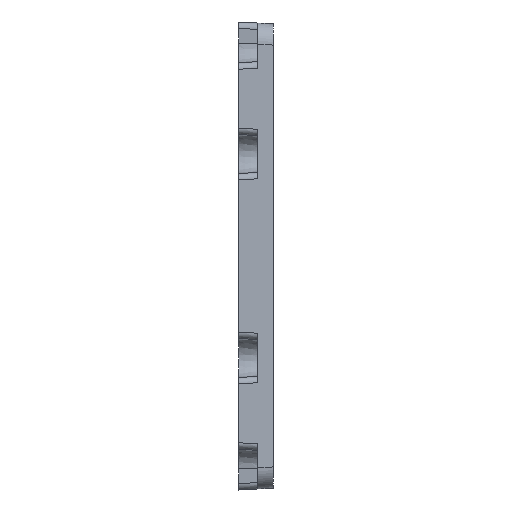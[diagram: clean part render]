
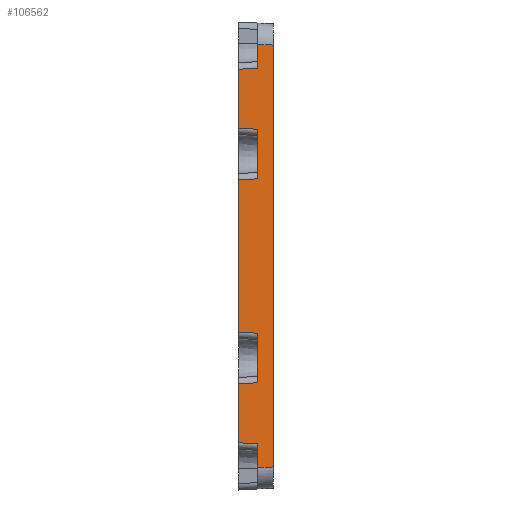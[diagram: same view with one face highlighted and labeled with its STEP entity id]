
A CAD part, left-side view. The second image highlights one B-rep face of the part: STEP entity #106562.
In plain terms, the highlighted planar face has unit normal (-0.999, -0.052, 0).
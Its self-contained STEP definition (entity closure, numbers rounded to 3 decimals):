
#214=CARTESIAN_POINT('',(-109.52,-1.5,-49.527));
#222=DIRECTION('',(0.,0.,1.));
#223=VECTOR('',#222,99.054);
#224=CARTESIAN_POINT('',(-109.52,-1.5,-49.527));
#225=LINE('',#224,#223);
#232=CARTESIAN_POINT('',(-109.52,-1.5,49.527));
#17501=DIRECTION('',(0.,0.,-1.));
#17502=VECTOR('',#17501,11.611);
#17503=CARTESIAN_POINT('',(-109.715,2.211,-18.145));
#17504=LINE('',#17503,#17502);
#17555=DIRECTION('',(0.,0.,-1.));
#17556=VECTOR('',#17555,11.611);
#17557=CARTESIAN_POINT('',(-109.715,2.211,29.755));
#17558=LINE('',#17557,#17556);
#17836=DIRECTION('',(0.,0.,-1.));
#17837=VECTOR('',#17836,5.577);
#17838=CARTESIAN_POINT('',(-109.715,2.211,49.722));
#17839=LINE('',#17838,#17837);
#17873=CARTESIAN_POINT('',(-109.715,2.211,-49.722));
#17892=DIRECTION('',(0.,0.,-1.));
#17893=VECTOR('',#17892,5.577);
#17894=CARTESIAN_POINT('',(-109.715,2.211,-44.145));
#17895=LINE('',#17894,#17893);
#26678=DIRECTION('',(0.,0.,1.));
#26679=VECTOR('',#26678,13.761);
#26680=CARTESIAN_POINT('',(-109.95,6.7,30.069));
#26681=LINE('',#26680,#26679);
#26686=CARTESIAN_POINT('',(-109.95,6.7,30.069));
#26711=CARTESIAN_POINT('',(-109.95,6.7,-17.831));
#26732=DIRECTION('',(0.,0.,1.));
#26733=VECTOR('',#26732,13.761);
#26734=CARTESIAN_POINT('',(-109.95,6.7,-43.831));
#26735=LINE('',#26734,#26733);
#26740=CARTESIAN_POINT('',(-109.95,6.7,-43.831));
#27475=DIRECTION('',(0.052,-0.997,0.052));
#27476=VECTOR('',#27475,3.721);
#27477=CARTESIAN_POINT('',(-109.715,2.211,-49.722));
#27478=LINE('',#27477,#27476);
#27479=DIRECTION('',(0.052,-0.996,-0.07));
#27480=VECTOR('',#27479,4.507);
#27481=CARTESIAN_POINT('',(-109.95,6.7,-43.831));
#27482=LINE('',#27481,#27480);
#27483=DIRECTION('',(0.052,-0.996,0.07));
#27484=VECTOR('',#27483,4.507);
#27485=CARTESIAN_POINT('',(-109.95,6.7,-30.069));
#27486=LINE('',#27485,#27484);
#27487=DIRECTION('',(0.052,-0.996,-0.07));
#27488=VECTOR('',#27487,4.507);
#27489=CARTESIAN_POINT('',(-109.95,6.7,-17.831));
#27490=LINE('',#27489,#27488);
#27491=DIRECTION('',(0.,0.,1.));
#27492=VECTOR('',#27491,35.661);
#27493=CARTESIAN_POINT('',(-109.95,6.7,-17.831));
#27494=LINE('',#27493,#27492);
#27495=DIRECTION('',(0.052,-0.996,0.07));
#27496=VECTOR('',#27495,4.507);
#27497=CARTESIAN_POINT('',(-109.95,6.7,17.831));
#27498=LINE('',#27497,#27496);
#27499=DIRECTION('',(0.052,-0.996,-0.07));
#27500=VECTOR('',#27499,4.507);
#27501=CARTESIAN_POINT('',(-109.95,6.7,30.069));
#27502=LINE('',#27501,#27500);
#27503=DIRECTION('',(0.052,-0.996,0.07));
#27504=VECTOR('',#27503,4.507);
#27505=CARTESIAN_POINT('',(-109.95,6.7,43.831));
#27506=LINE('',#27505,#27504);
#27507=DIRECTION('',(0.052,-0.997,-0.052));
#27508=VECTOR('',#27507,3.721);
#27509=CARTESIAN_POINT('',(-109.715,2.211,49.722));
#27510=LINE('',#27509,#27508);
#60943=VERTEX_POINT('',#26740);
#60944=CARTESIAN_POINT('',(-109.715,2.211,-44.145));
#60945=VERTEX_POINT('',#60944);
#60953=CARTESIAN_POINT('',(-109.95,6.7,-30.069));
#60954=CARTESIAN_POINT('',(-109.715,2.211,-29.755));
#60955=VERTEX_POINT('',#60953);
#60956=VERTEX_POINT('',#60954);
#60964=VERTEX_POINT('',#26711);
#60965=CARTESIAN_POINT('',(-109.715,2.211,-18.145));
#60966=VERTEX_POINT('',#60965);
#60967=CARTESIAN_POINT('',(-109.95,6.7,17.831));
#60968=CARTESIAN_POINT('',(-109.715,2.211,18.145));
#60969=VERTEX_POINT('',#60967);
#60970=VERTEX_POINT('',#60968);
#60978=VERTEX_POINT('',#26686);
#60979=CARTESIAN_POINT('',(-109.715,2.211,29.755));
#60980=VERTEX_POINT('',#60979);
#61044=CARTESIAN_POINT('',(-109.95,6.7,43.831));
#61045=CARTESIAN_POINT('',(-109.715,2.211,44.145));
#61046=VERTEX_POINT('',#61044);
#61047=VERTEX_POINT('',#61045);
#61719=VERTEX_POINT('',#232);
#61720=CARTESIAN_POINT('',(-109.715,2.211,49.722));
#61721=VERTEX_POINT('',#61720);
#61723=VERTEX_POINT('',#214);
#61727=VERTEX_POINT('',#17873);
#106532=CARTESIAN_POINT('',(-109.95,6.7,-59.195));
#106533=DIRECTION('',(-0.999,-0.052,0.));
#106534=DIRECTION('',(0.,0.,1.));
#106535=AXIS2_PLACEMENT_3D('',#106532,#106533,#106534);
#106536=PLANE('',#106535);
#106538=ORIENTED_EDGE('',*,*,#106537,.F.);
#106539=ORIENTED_EDGE('',*,*,#105517,.F.);
#106541=ORIENTED_EDGE('',*,*,#106540,.F.);
#106542=ORIENTED_EDGE('',*,*,#106140,.T.);
#106544=ORIENTED_EDGE('',*,*,#106543,.T.);
#106545=ORIENTED_EDGE('',*,*,#105233,.F.);
#106547=ORIENTED_EDGE('',*,*,#106546,.F.);
#106548=ORIENTED_EDGE('',*,*,#106128,.T.);
#106550=ORIENTED_EDGE('',*,*,#106549,.T.);
#106551=ORIENTED_EDGE('',*,*,#105283,.F.);
#106553=ORIENTED_EDGE('',*,*,#106552,.F.);
#106554=ORIENTED_EDGE('',*,*,#106116,.T.);
#106556=ORIENTED_EDGE('',*,*,#106555,.T.);
#106557=ORIENTED_EDGE('',*,*,#105475,.F.);
#106558=ORIENTED_EDGE('',*,*,#106525,.T.);
#106559=ORIENTED_EDGE('',*,*,#62253,.F.);
#106560=EDGE_LOOP('',(#106538,#106539,#106541,#106542,#106544,#106545,#106547,
#106548,#106550,#106551,#106553,#106554,#106556,#106557,#106558,#106559));
#106561=FACE_OUTER_BOUND('',#106560,.F.);
#62253=EDGE_CURVE('',#61723,#61719,#225,.T.);
#105233=EDGE_CURVE('',#60966,#60956,#17504,.T.);
#105283=EDGE_CURVE('',#60980,#60970,#17558,.T.);
#105475=EDGE_CURVE('',#61721,#61047,#17839,.T.);
#105517=EDGE_CURVE('',#60945,#61727,#17895,.T.);
#106116=EDGE_CURVE('',#60978,#61046,#26681,.T.);
#106128=EDGE_CURVE('',#60964,#60969,#27494,.T.);
#106140=EDGE_CURVE('',#60943,#60955,#26735,.T.);
#106525=EDGE_CURVE('',#61721,#61719,#27510,.T.);
#106537=EDGE_CURVE('',#61727,#61723,#27478,.T.);
#106540=EDGE_CURVE('',#60943,#60945,#27482,.T.);
#106543=EDGE_CURVE('',#60955,#60956,#27486,.T.);
#106546=EDGE_CURVE('',#60964,#60966,#27490,.T.);
#106549=EDGE_CURVE('',#60969,#60970,#27498,.T.);
#106552=EDGE_CURVE('',#60978,#60980,#27502,.T.);
#106555=EDGE_CURVE('',#61046,#61047,#27506,.T.);
#106562=ADVANCED_FACE('',(#106561),#106536,.T.);
